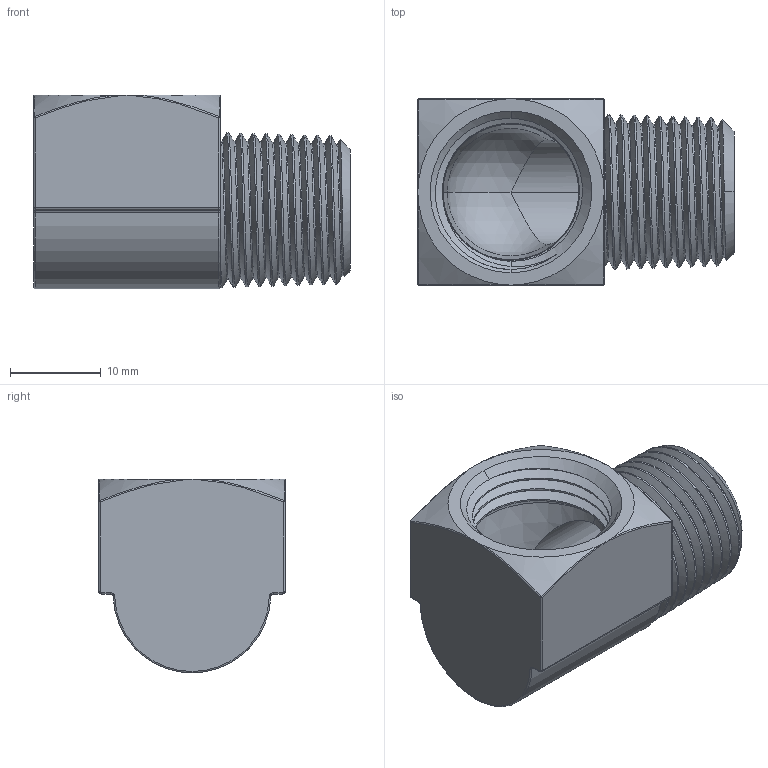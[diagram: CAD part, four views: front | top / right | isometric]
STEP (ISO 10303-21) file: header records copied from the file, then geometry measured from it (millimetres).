
FILE_DESCRIPTION(/* description */ (''),/* implementation_level */ '2;1');
FILE_NAME(/* name */ '116-N3.stp',/* time_stamp */ '2024-01-23T10:04:48-05:00',/* author */ ('esanner'),/* organization */ (''),/* preprocessor_version */ 'ST-DEVELOPER v19',/* originating_system */ 'AutoCAD Mechanical',/* authorisation */ '');
FILE_SCHEMA (('AUTOMOTIVE_DESIGN { 1 0 10303 214 3 1 1 }'));
Length unit declared in the file: millimetre
Products named in the file (2): Product; 116-N3
Assembly tree (1 placements, depth 2):
  Product
    116-N3
Bounding box: 34.92 x 20.57 x 21.4 mm (x, y, z)
Volume: 5508.3 mm3; surface area: 4741.4 mm2
Topology: 1 solids, 1 shells, 104 faces, 271 edges, 157 vertices
Faces by surface type: cone 41, bspline 26, cylinder 15, plane 10, sphere 6, torus 6
Entity records: 10775 total; most frequent: CARTESIAN_POINT 8522, ORIENTED_EDGE 518, DIRECTION 392, EDGE_CURVE 259, AXIS2_PLACEMENT_3D 163, VERTEX_POINT 157, B_SPLINE_CURVE_WITH_KNOTS 111, EDGE_LOOP 106
